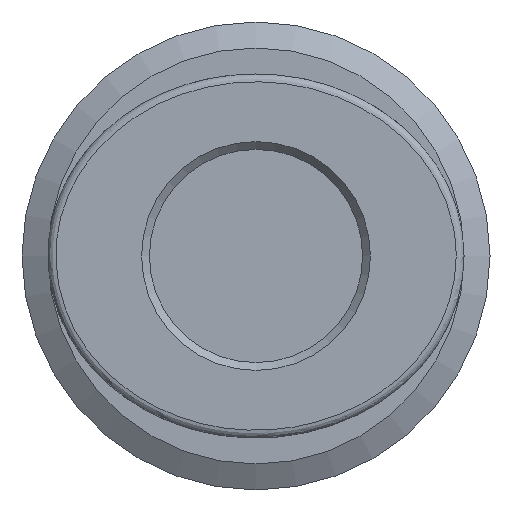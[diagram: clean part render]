
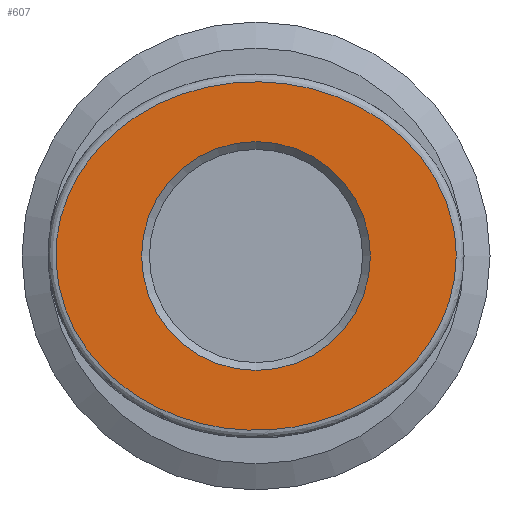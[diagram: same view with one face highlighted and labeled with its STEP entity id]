
A CAD part, left-side view. The second image highlights one B-rep face of the part: STEP entity #607.
In plain terms, the highlighted face is planar.
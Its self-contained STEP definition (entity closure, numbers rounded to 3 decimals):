
#565=CARTESIAN_POINT('',(4.4,5.,0.));
#566=VERTEX_POINT('',#565);
#567=CARTESIAN_POINT('',(0.,5.0,0.0));
#568=DIRECTION('',(0.0,1.0,0.0));
#569=DIRECTION('',(-1.0,0.0,0.0));
#570=AXIS2_PLACEMENT_3D('',#567,#568,#569);
#571=CIRCLE('',#570,4.4);
#572=EDGE_CURVE('',#566,#566,#571,.T.);
#577=CARTESIAN_POINT('',(0.,5.0,0.));
#578=DIRECTION('',(0.0,1.0,0.0));
#579=DIRECTION('',(0.0,0.0,1.0));
#580=AXIS2_PLACEMENT_3D('',#577,#578,#579);
#581=PLANE('',#580);
#582=CARTESIAN_POINT('',(7.7,5.,0.));
#583=VERTEX_POINT('',#582);
#584=CARTESIAN_POINT('',(7.701,5.,0.));
#585=CARTESIAN_POINT('',(7.701,5.,1.076));
#586=CARTESIAN_POINT('',(7.077,5.,3.228));
#587=CARTESIAN_POINT('',(3.927,5.,6.346));
#588=CARTESIAN_POINT('',(-0.63,5.0,7.148));
#589=CARTESIAN_POINT('',(-4.711,5.,5.563));
#590=CARTESIAN_POINT('',(-7.351,5.0,2.971));
#591=CARTESIAN_POINT('',(-8.012,5.,-0.411));
#592=CARTESIAN_POINT('',(-6.939,5.,-3.143));
#593=CARTESIAN_POINT('',(-5.054,5.0,-5.362));
#594=CARTESIAN_POINT('',(-0.997,5.,-7.217));
#595=CARTESIAN_POINT('',(3.921,5.,-6.345));
#596=CARTESIAN_POINT('',(7.079,5.,-3.228));
#597=CARTESIAN_POINT('',(7.701,5.,-1.076));
#598=CARTESIAN_POINT('',(7.701,5.,0.));
#599=B_SPLINE_CURVE_WITH_KNOTS('',3,(#584,#585,#586,#587,#588,#589,#590,#591,#592,#593,#594,#595,#596,#597,#598),.UNSPECIFIED.,.T.,.U.,(4,1,1,1,1,1,1,1,1,1,1,1,4),(-3.142,-2.693,-2.244,-1.346,-0.898,-0.449,0.15,0.449,0.748,1.346,2.244,2.693,3.142),.UNSPECIFIED.);
#600=EDGE_CURVE('',#583,#583,#599,.T.);
#601=ORIENTED_EDGE('',*,*,#600,.F.);
#602=EDGE_LOOP('',(#601));
#603=FACE_OUTER_BOUND('',#602,.T.);
#604=ORIENTED_EDGE('',*,*,#572,.F.);
#605=EDGE_LOOP('',(#604));
#606=FACE_BOUND('',#605,.T.);
#607=ADVANCED_FACE('',(#603,#606),#581,.T.);
